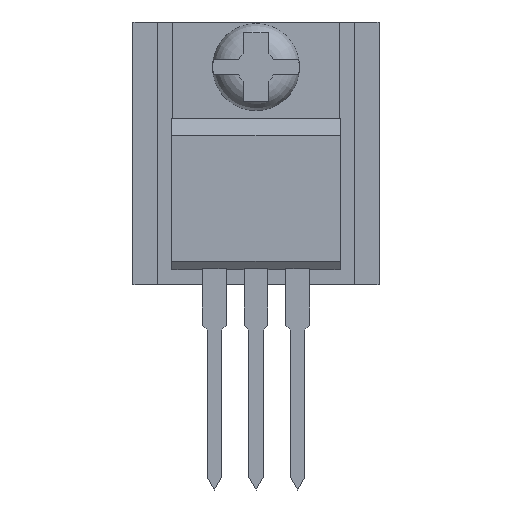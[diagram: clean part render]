
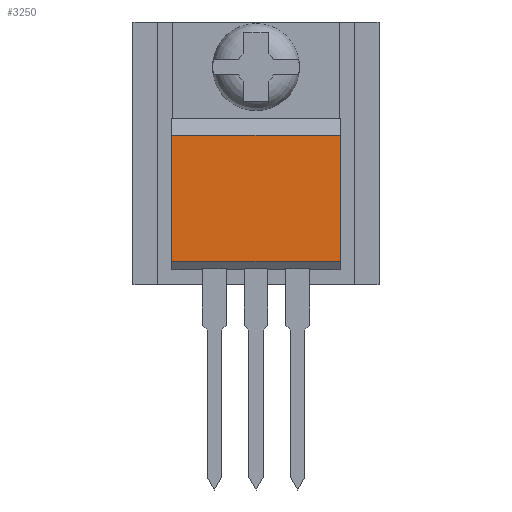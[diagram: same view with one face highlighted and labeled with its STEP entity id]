
A CAD part, front view. The second image highlights one B-rep face of the part: STEP entity #3250.
In plain terms, the highlighted planar face has unit normal (0, -1, 0).
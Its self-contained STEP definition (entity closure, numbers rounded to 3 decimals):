
#2327 = VERTEX_POINT('',#2328);
#2328 = CARTESIAN_POINT('',(-5.125,-1.263,5.91));
#2334 = EDGE_CURVE('',#2327,#2335,#2337,.T.);
#2335 = VERTEX_POINT('',#2336);
#2336 = CARTESIAN_POINT('',(-5.125,-1.263,13.6));
#2337 = LINE('',#2338,#2339);
#2338 = CARTESIAN_POINT('',(-5.125,-1.263,5.91));
#2339 = VECTOR('',#2340,1.);
#2340 = DIRECTION('',(0.,0.,1.));
#2364 = EDGE_CURVE('',#2335,#2365,#2367,.T.);
#2365 = VERTEX_POINT('',#2366);
#2366 = CARTESIAN_POINT('',(5.125,-1.263,13.6));
#2367 = LINE('',#2368,#2369);
#2368 = CARTESIAN_POINT('',(-5.125,-1.263,13.6));
#2369 = VECTOR('',#2370,1.);
#2370 = DIRECTION('',(1.,0.,0.));
#2391 = VERTEX_POINT('',#2392);
#2392 = CARTESIAN_POINT('',(5.125,-1.263,5.91));
#2398 = EDGE_CURVE('',#2391,#2365,#2399,.T.);
#2399 = LINE('',#2400,#2401);
#2400 = CARTESIAN_POINT('',(5.125,-1.263,5.91));
#2401 = VECTOR('',#2402,1.);
#2402 = DIRECTION('',(0.,0.,1.));
#3240 = EDGE_CURVE('',#2327,#2391,#3241,.T.);
#3241 = LINE('',#3242,#3243);
#3242 = CARTESIAN_POINT('',(-5.125,-1.263,5.91));
#3243 = VECTOR('',#3244,1.);
#3244 = DIRECTION('',(1.,0.,0.));
#3250 = ADVANCED_FACE('',(#3251),#3257,.T.);
#3251 = FACE_BOUND('',#3252,.T.);
#3252 = EDGE_LOOP('',(#3253,#3254,#3255,#3256));
#3253 = ORIENTED_EDGE('',*,*,#3240,.T.);
#3254 = ORIENTED_EDGE('',*,*,#2398,.T.);
#3255 = ORIENTED_EDGE('',*,*,#2364,.F.);
#3256 = ORIENTED_EDGE('',*,*,#2334,.F.);
#3257 = PLANE('',#3258);
#3258 = AXIS2_PLACEMENT_3D('',#3259,#3260,#3261);
#3259 = CARTESIAN_POINT('',(-5.125,-1.263,5.91));
#3260 = DIRECTION('',(0.,-1.,0.));
#3261 = DIRECTION('',(0.,0.,1.));
